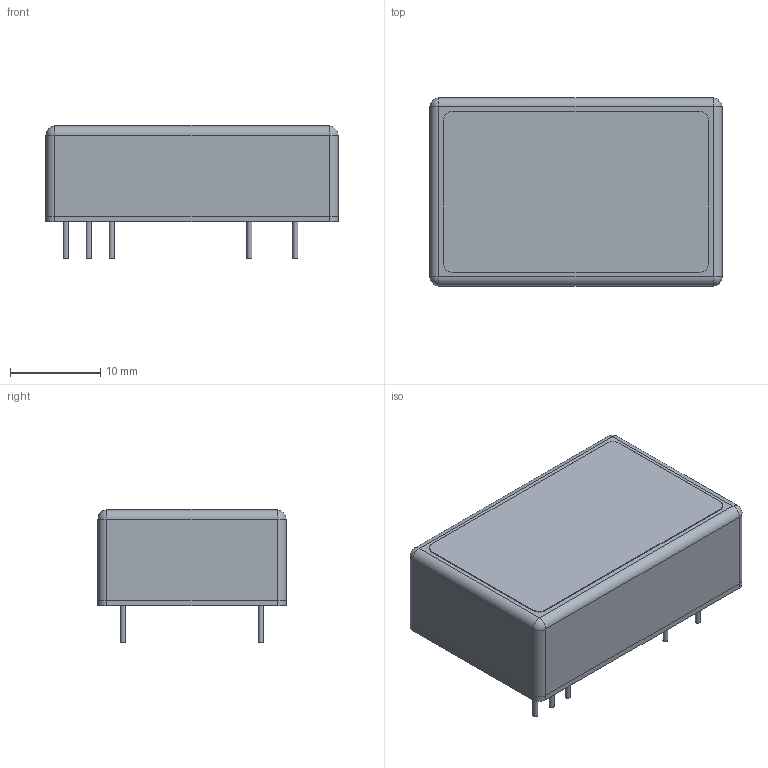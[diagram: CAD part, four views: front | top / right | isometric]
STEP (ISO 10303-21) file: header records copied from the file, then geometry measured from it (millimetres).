
FILE_DESCRIPTION(/* description */ (''),/* implementation_level */ '2;1');
FILE_NAME(/* name */ 'DCDC_TRACO_THD10N.stp',/* time_stamp */ '2017-07-12T08:56:19+02:00',/* author */ ('jchouvet'),/* organization */ (''),/* preprocessor_version */ 'ST-DEVELOPER v16.1',/* originating_system */ 'AutoCAD Mechanical',/* authorisation */ '');
FILE_SCHEMA (('AUTOMOTIVE_DESIGN { 1 0 10303 214 3 1 1 }'));
Length unit declared in the file: millimetre
Products named in the file (1): Product
Bounding box: 32.3 x 20.8 x 14.8 mm (x, y, z)
Volume: 7151.1 mm3; surface area: 4864.8 mm2
Topology: 12 solids, 12 shells, 65 faces, 114 edges, 72 vertices
Faces by surface type: plane 36, cylinder 25, sphere 4
Full cylindrical faces by diameter (mm): 0.55 x9
Entity records: 1529 total; most frequent: DIRECTION 284, CARTESIAN_POINT 238, ORIENTED_EDGE 204, AXIS2_PLACEMENT_3D 116, EDGE_CURVE 102, EDGE_LOOP 74, VERTEX_POINT 70, FACE_OUTER_BOUND 65
